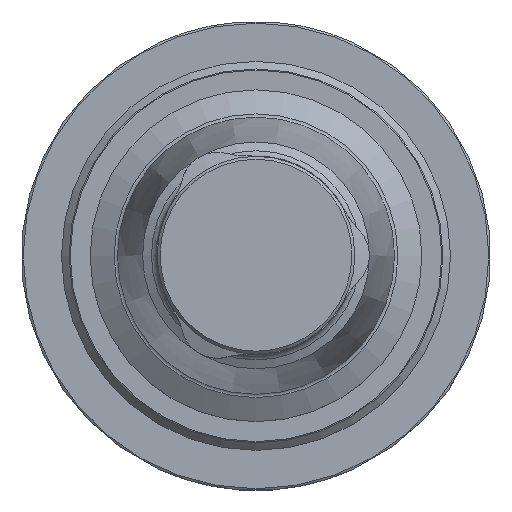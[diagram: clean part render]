
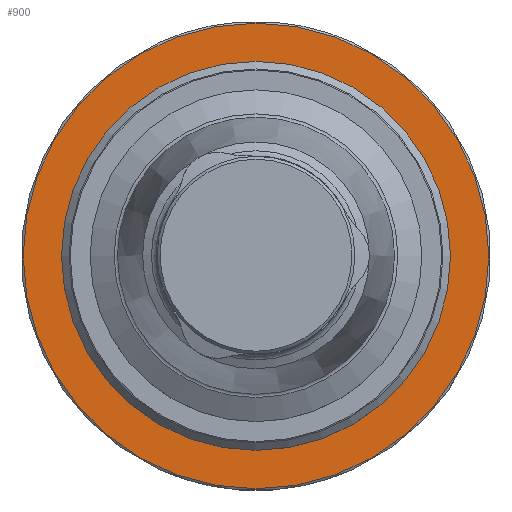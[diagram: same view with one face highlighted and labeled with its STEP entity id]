
A CAD part, top view. The second image highlights one B-rep face of the part: STEP entity #900.
In plain terms, the highlighted planar face has unit normal (0, 0, 1).
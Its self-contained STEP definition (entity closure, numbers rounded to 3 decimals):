
#99=PLANE('',#993);
#127=CIRCLE('',#992,33.65);
#128=CIRCLE('',#994,40.7);
#195=ORIENTED_EDGE('',*,*,#428,.T.);
#196=ORIENTED_EDGE('',*,*,#429,.F.);
#428=EDGE_CURVE('',#551,#551,#127,.T.);
#429=EDGE_CURVE('',#552,#552,#128,.T.);
#551=VERTEX_POINT('',#1430);
#552=VERTEX_POINT('',#1433);
#698=EDGE_LOOP('',(#195));
#699=EDGE_LOOP('',(#196));
#793=FACE_BOUND('',#698,.T.);
#794=FACE_BOUND('',#699,.T.);
#900=ADVANCED_FACE('',(#793,#794),#99,.F.);
#992=AXIS2_PLACEMENT_3D('',#1429,#1140,#1141);
#993=AXIS2_PLACEMENT_3D('',#1431,#1142,#1143);
#994=AXIS2_PLACEMENT_3D('',#1432,#1144,#1145);
#1140=DIRECTION('',(0.,0.,-1.));
#1141=DIRECTION('',(-1.,0.,0.));
#1142=DIRECTION('',(0.,0.,-1.));
#1143=DIRECTION('',(-1.,0.,0.));
#1144=DIRECTION('',(0.,0.,-1.));
#1145=DIRECTION('',(-1.,0.,0.));
#1429=CARTESIAN_POINT('',(0.,0.,-1.));
#1430=CARTESIAN_POINT('',(-33.65,0.,-1.));
#1431=CARTESIAN_POINT('',(-33.65,0.,-1.));
#1432=CARTESIAN_POINT('',(0.,0.,-1.));
#1433=CARTESIAN_POINT('',(-40.7,0.,-1.));
